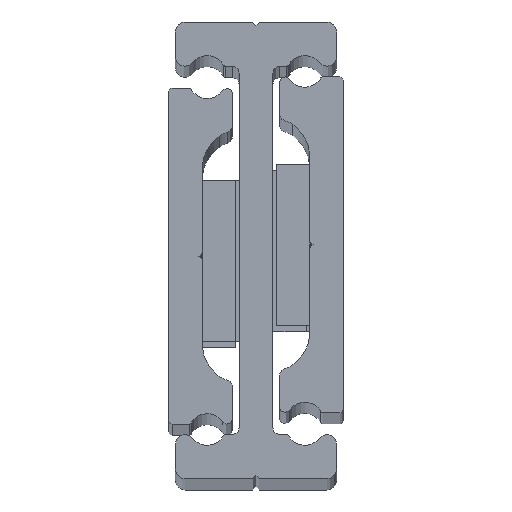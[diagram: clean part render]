
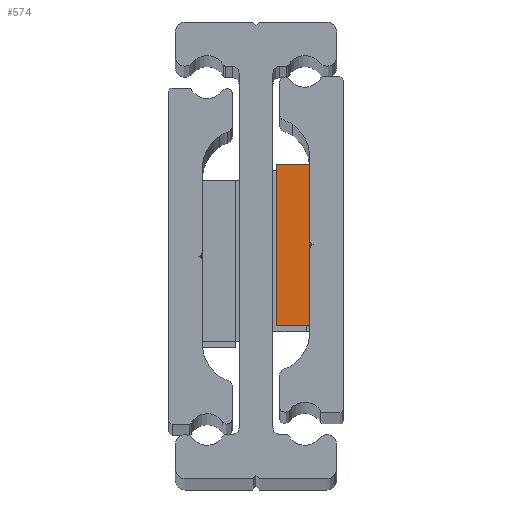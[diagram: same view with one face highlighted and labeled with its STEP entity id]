
A CAD part, top view. The second image highlights one B-rep face of the part: STEP entity #574.
In plain terms, the highlighted face is planar.
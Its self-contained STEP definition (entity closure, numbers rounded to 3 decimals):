
#7 = VERTEX_POINT ( 'NONE', #411 ) ;
#41 = VERTEX_POINT ( 'NONE', #330 ) ;
#111 = VERTEX_POINT ( 'NONE', #371 ) ;
#113 = VERTEX_POINT ( 'NONE', #369 ) ;
#330 = CARTESIAN_POINT ( 'NONE',  ( -5., -12., 35.95 ) ) ;
#332 = VERTEX_POINT ( 'NONE', #1382 ) ;
#369 = CARTESIAN_POINT ( 'NONE',  ( -10., -12., 35.95 ) ) ;
#371 = CARTESIAN_POINT ( 'NONE',  ( -10., 12., 35.95 ) ) ;
#411 = CARTESIAN_POINT ( 'NONE',  ( -5., 12., 35.95 ) ) ;
#422 = VERTEX_POINT ( 'NONE', #1388 ) ;
#574 = ADVANCED_FACE ( 'NONE', ( #3357 ), #3913, .T. ) ;
#776 = CARTESIAN_POINT ( 'NONE',  ( -5., -12., 35.95 ) ) ;
#777 = DIRECTION ( 'NONE',  ( 0., 1., 0. ) ) ;
#831 = CARTESIAN_POINT ( 'NONE',  ( -5., -12., 35.95 ) ) ;
#832 = DIRECTION ( 'NONE',  ( 0., 1., 0. ) ) ;
#965 = CARTESIAN_POINT ( 'NONE',  ( -5., -12., 35.95 ) ) ;
#966 = DIRECTION ( 'NONE',  ( 0., 1., 0. ) ) ;
#982 = CARTESIAN_POINT ( 'NONE',  ( -37.153, -12., 35.95 ) ) ;
#989 = CARTESIAN_POINT ( 'NONE',  ( -37.153, 12., 35.95 ) ) ;
#990 = DIRECTION ( 'NONE',  ( 1., 0., 0. ) ) ;
#992 = DIRECTION ( 'NONE',  ( 1., 0., 0. ) ) ;
#999 = CARTESIAN_POINT ( 'NONE',  ( -10., -12., 35.95 ) ) ;
#1006 = DIRECTION ( 'NONE',  ( 0., -1., 0. ) ) ;
#1202 = EDGE_LOOP ( 'NONE', ( #2922, #2923, #2924, #2925, #2926, #2927 ) ) ;
#1382 = CARTESIAN_POINT ( 'NONE',  ( -5., 0.5, 35.95 ) ) ;
#1388 = CARTESIAN_POINT ( 'NONE',  ( -5., -0.5, 35.95 ) ) ;
#1766 = AXIS2_PLACEMENT_3D ( 'NONE', #3916, #3922, #3923 ) ;
#2306 = EDGE_CURVE ( 'NONE', #332, #7, #5135, .T. ) ;
#2328 = EDGE_CURVE ( 'NONE', #41, #422, #5180, .T. ) ;
#2379 = EDGE_CURVE ( 'NONE', #422, #332, #5245, .T. ) ;
#2388 = EDGE_CURVE ( 'NONE', #111, #7, #5263, .T. ) ;
#2389 = EDGE_CURVE ( 'NONE', #113, #41, #5261, .T. ) ;
#2396 = EDGE_CURVE ( 'NONE', #111, #113, #5270, .T. ) ;
#2922 = ORIENTED_EDGE ( 'NONE', *, *, #2396, .F. ) ;
#2923 = ORIENTED_EDGE ( 'NONE', *, *, #2388, .T. ) ;
#2924 = ORIENTED_EDGE ( 'NONE', *, *, #2306, .F. ) ;
#2925 = ORIENTED_EDGE ( 'NONE', *, *, #2379, .F. ) ;
#2926 = ORIENTED_EDGE ( 'NONE', *, *, #2328, .F. ) ;
#2927 = ORIENTED_EDGE ( 'NONE', *, *, #2389, .F. ) ;
#3357 = FACE_OUTER_BOUND ( 'NONE', #1202, .T. ) ;
#3913 = PLANE ( 'NONE',  #1766 ) ;
#3916 = CARTESIAN_POINT ( 'NONE',  ( -37.153, -12., 35.95 ) ) ;
#3922 = DIRECTION ( 'NONE',  ( 0., 0., -1. ) ) ;
#3923 = DIRECTION ( 'NONE',  ( 0., 1., 0. ) ) ;
#5135 = LINE ( 'NONE', #776, #5139 ) ;
#5139 = VECTOR ( 'NONE', #777, 1000. ) ;
#5180 = LINE ( 'NONE', #831, #5181 ) ;
#5181 = VECTOR ( 'NONE', #832, 1000. ) ;
#5245 = LINE ( 'NONE', #965, #5248 ) ;
#5248 = VECTOR ( 'NONE', #966, 1000. ) ;
#5261 = LINE ( 'NONE', #982, #5265 ) ;
#5263 = LINE ( 'NONE', #989, #5264 ) ;
#5264 = VECTOR ( 'NONE', #990, 1000. ) ;
#5265 = VECTOR ( 'NONE', #992, 1000. ) ;
#5270 = LINE ( 'NONE', #999, #5279 ) ;
#5279 = VECTOR ( 'NONE', #1006, 1000. ) ;
